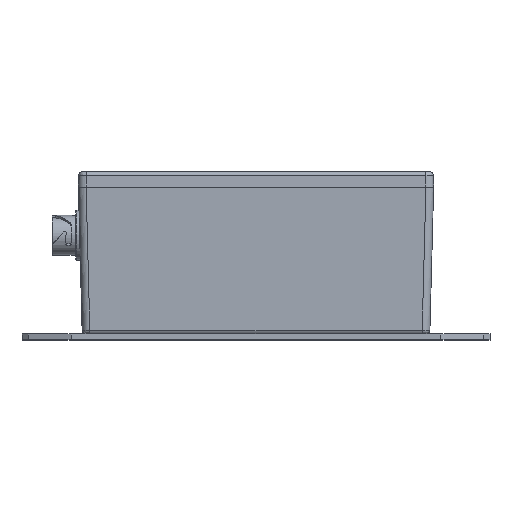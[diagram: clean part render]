
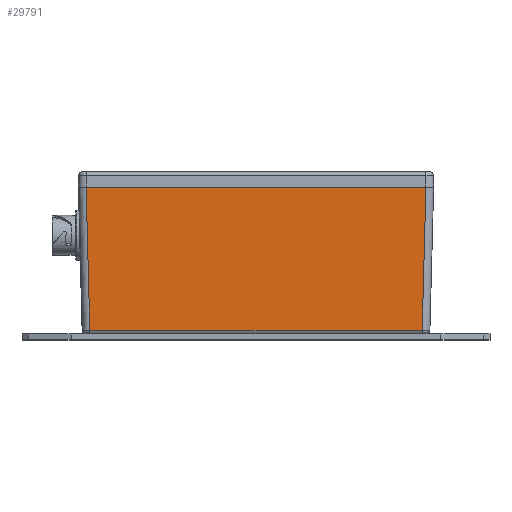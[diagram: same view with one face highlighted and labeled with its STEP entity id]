
A CAD part, top view. The second image highlights one B-rep face of the part: STEP entity #29791.
In plain terms, the highlighted face is planar.
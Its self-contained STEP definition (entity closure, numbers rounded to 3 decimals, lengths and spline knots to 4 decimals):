
#2082=PLANE('',#32541);
#3683=FACE_OUTER_BOUND('',#5336,.T.);
#5336=EDGE_LOOP('',(#26267,#26268,#26269,#26270));
#9516=LINE('',#60474,#11986);
#9528=LINE('',#60598,#11998);
#9531=LINE('',#60630,#12001);
#9532=LINE('',#60632,#12002);
#11986=VECTOR('',#39592,3.4646);
#11998=VECTOR('',#39646,1.4587);
#12001=VECTOR('',#39655,1.4587);
#12002=VECTOR('',#39658,3.3883);
#15101=VERTEX_POINT('',#60471);
#15102=VERTEX_POINT('',#60473);
#15118=VERTEX_POINT('',#60594);
#15119=VERTEX_POINT('',#60625);
#19259=EDGE_CURVE('',#15102,#15101,#9516,.T.);
#19286=EDGE_CURVE('',#15102,#15118,#9528,.T.);
#19291=EDGE_CURVE('',#15119,#15101,#9531,.T.);
#19292=EDGE_CURVE('',#15118,#15119,#9532,.T.);
#26267=ORIENTED_EDGE('',*,*,#19286,.F.);
#26268=ORIENTED_EDGE('',*,*,#19259,.T.);
#26269=ORIENTED_EDGE('',*,*,#19291,.F.);
#26270=ORIENTED_EDGE('',*,*,#19292,.F.);
#29791=ADVANCED_FACE('',(#3683),#2082,.T.);
#32541=AXIS2_PLACEMENT_3D('',#60637,#39666,#39667);
#39592=DIRECTION('',(-1.,0.,0.));
#39646=DIRECTION('',(-0.026,0.026,-0.999));
#39655=DIRECTION('',(-0.026,-0.026,0.999));
#39658=DIRECTION('',(-1.,0.,0.));
#39666=DIRECTION('center_axis',(0.,-1.,-0.026));
#39667=DIRECTION('ref_axis',(-1.,0.,0.));
#60471=CARTESIAN_POINT('',(-1.7323,-1.811,0.));
#60473=CARTESIAN_POINT('',(1.7323,-1.811,0.));
#60474=CARTESIAN_POINT('',(1.811,-1.811,0.));
#60594=CARTESIAN_POINT('',(1.6941,-1.7729,-1.4577));
#60598=CARTESIAN_POINT('',(1.7311,-1.8098,-0.0453));
#60625=CARTESIAN_POINT('',(-1.6941,-1.7729,-1.4577));
#60630=CARTESIAN_POINT('',(-1.7311,-1.8098,-0.0453));
#60632=CARTESIAN_POINT('',(-0.9055,-1.7729,-1.4577));
#60637=CARTESIAN_POINT('Origin',(-1.811,-1.811,0.));
